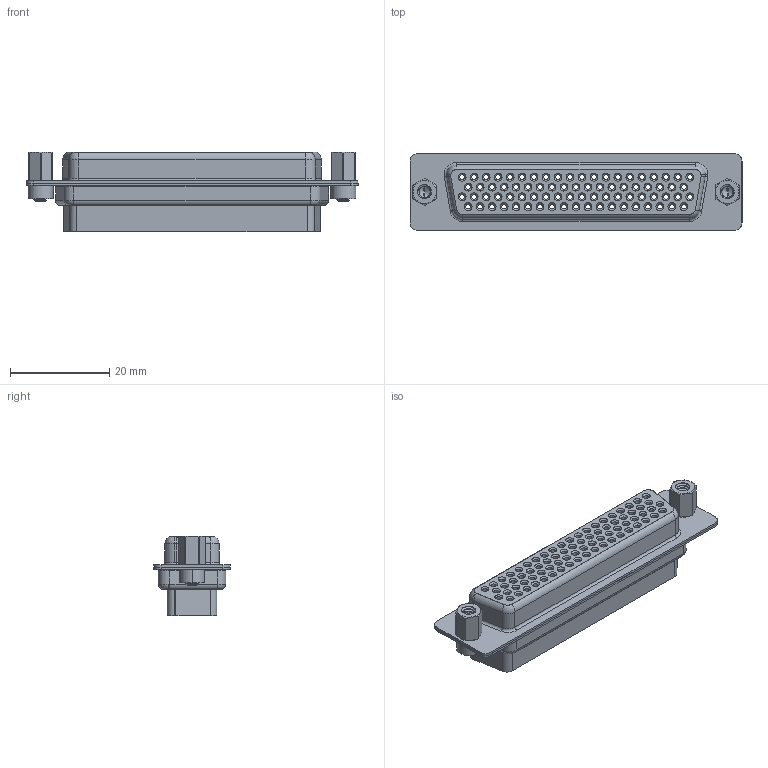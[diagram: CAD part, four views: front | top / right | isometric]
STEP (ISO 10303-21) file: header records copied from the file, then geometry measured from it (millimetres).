
FILE_DESCRIPTION (( 'STEP AP203' ), '1' );
FILE_NAME ('638-078-010-043.STEP', '2020-07-18T16:51:39', ( '' ), ( '' ), 'SwSTEP 2.0', 'SolidWorks 2020', '' );
FILE_SCHEMA (( 'CONFIG_CONTROL_DESIGN' ));
Length unit declared in the file: millimetre
Products named in the file (6): 638 4-40 Hex Standoff; 638 Shell Front_78 Contacts; 638 Housing_78 Contacts HP; 638-078-010-043; 638 Shell Rear_78 Contacts; 638 4-40 Threaded Rivet
Assembly tree (7 placements, depth 2):
  638-078-010-043
    638 Housing_78 Contacts HP
    638 Shell Front_78 Contacts
    638 Shell Rear_78 Contacts
    638 4-40 Threaded Rivet  x2
    638 4-40 Hex Standoff  x2
Bounding box: 67 x 15.4 x 16.1 mm (x, y, z)
Volume: 6626.3 mm3; surface area: 15195.7 mm2
Topology: 7 solids, 7 shells, 1419 faces, 3217 edges, 2057 vertices
Faces by surface type: cylinder 833, plane 323, cone 188, torus 57, bspline 18
Entity records: 42452 total; most frequent: CARTESIAN_POINT 10727, DIRECTION 7153, ORIENTED_EDGE 5920, AXIS2_PLACEMENT_3D 3037, EDGE_CURVE 2960, VERTEX_POINT 1892, EDGE_LOOP 1738, CIRCLE 1713
